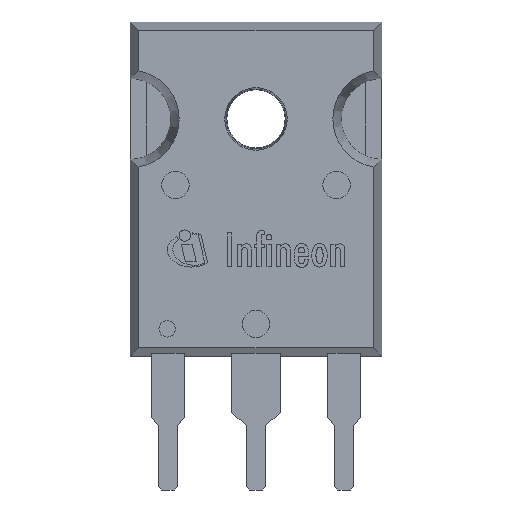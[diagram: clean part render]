
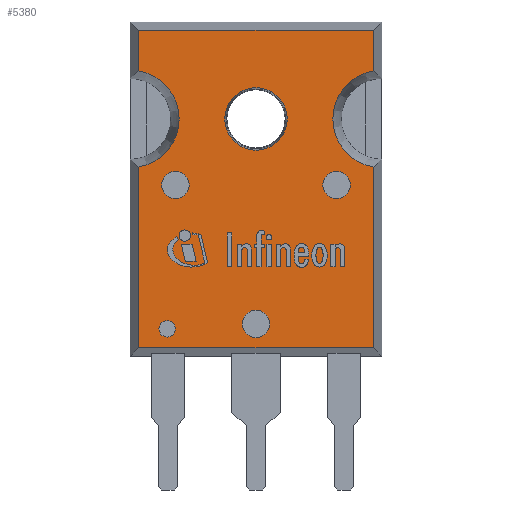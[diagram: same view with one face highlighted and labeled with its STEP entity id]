
A CAD part, front view. The second image highlights one B-rep face of the part: STEP entity #5380.
In plain terms, the highlighted face is planar.
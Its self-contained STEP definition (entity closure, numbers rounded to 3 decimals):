
#121=FACE_BOUND('',#955,.T.);
#122=FACE_BOUND('',#956,.T.);
#123=FACE_BOUND('',#957,.T.);
#124=FACE_BOUND('',#958,.T.);
#148=CIRCLE('',#5725,0.85);
#150=CIRCLE('',#5729,0.85);
#152=CIRCLE('',#5733,0.85);
#153=CIRCLE('',#5737,3.029);
#154=CIRCLE('',#5738,3.029);
#155=CIRCLE('',#5739,1.935);
#625=FACE_OUTER_BOUND('',#954,.T.);
#954=EDGE_LOOP('',(#3745,#3746,#3747,#3748,#3749,#3750,#3751,#3752));
#955=EDGE_LOOP('',(#3753));
#956=EDGE_LOOP('',(#3754));
#957=EDGE_LOOP('',(#3755));
#958=EDGE_LOOP('',(#3756));
#1318=LINE('',#8261,#1812);
#1320=LINE('',#8286,#1814);
#1321=LINE('',#8289,#1815);
#1322=LINE('',#8293,#1816);
#1323=LINE('',#8295,#1817);
#1324=LINE('',#8297,#1818);
#1812=VECTOR('',#6478,2.504);
#1814=VECTOR('',#6506,14.527);
#1815=VECTOR('',#6509,2.504);
#1816=VECTOR('',#6512,11.186);
#1817=VECTOR('',#6513,14.527);
#1818=VECTOR('',#6514,11.186);
#2293=VERTEX_POINT('',#8258);
#2294=VERTEX_POINT('',#8260);
#2296=VERTEX_POINT('',#8268);
#2298=VERTEX_POINT('',#8274);
#2300=VERTEX_POINT('',#8280);
#2301=VERTEX_POINT('',#8284);
#2302=VERTEX_POINT('',#8288);
#2303=VERTEX_POINT('',#8290);
#2304=VERTEX_POINT('',#8292);
#2305=VERTEX_POINT('',#8294);
#2306=VERTEX_POINT('',#8296);
#2307=VERTEX_POINT('',#8299);
#2857=EDGE_CURVE('',#2293,#2294,#1318,.T.);
#2860=EDGE_CURVE('',#2296,#2296,#148,.T.);
#2862=EDGE_CURVE('',#2298,#2298,#150,.T.);
#2864=EDGE_CURVE('',#2300,#2300,#152,.T.);
#2866=EDGE_CURVE('',#2301,#2293,#1320,.T.);
#2867=EDGE_CURVE('',#2302,#2301,#1321,.T.);
#2868=EDGE_CURVE('',#2303,#2302,#153,.T.);
#2869=EDGE_CURVE('',#2304,#2303,#1322,.T.);
#2870=EDGE_CURVE('',#2305,#2304,#1323,.T.);
#2871=EDGE_CURVE('',#2306,#2305,#1324,.T.);
#2872=EDGE_CURVE('',#2294,#2306,#154,.T.);
#2873=EDGE_CURVE('',#2307,#2307,#155,.T.);
#3745=ORIENTED_EDGE('',*,*,#2866,.F.);
#3746=ORIENTED_EDGE('',*,*,#2867,.F.);
#3747=ORIENTED_EDGE('',*,*,#2868,.F.);
#3748=ORIENTED_EDGE('',*,*,#2869,.F.);
#3749=ORIENTED_EDGE('',*,*,#2870,.F.);
#3750=ORIENTED_EDGE('',*,*,#2871,.F.);
#3751=ORIENTED_EDGE('',*,*,#2872,.F.);
#3752=ORIENTED_EDGE('',*,*,#2857,.F.);
#3753=ORIENTED_EDGE('',*,*,#2860,.T.);
#3754=ORIENTED_EDGE('',*,*,#2862,.T.);
#3755=ORIENTED_EDGE('',*,*,#2864,.T.);
#3756=ORIENTED_EDGE('',*,*,#2873,.T.);
#5207=PLANE('',#5736);
#5380=ADVANCED_FACE('',(#625,#121,#122,#123,#124),#5207,.T.);
#5725=AXIS2_PLACEMENT_3D('',#8269,#6483,#6484);
#5729=AXIS2_PLACEMENT_3D('',#8275,#6491,#6492);
#5733=AXIS2_PLACEMENT_3D('',#8281,#6499,#6500);
#5736=AXIS2_PLACEMENT_3D('',#8287,#6507,#6508);
#5737=AXIS2_PLACEMENT_3D('',#8291,#6510,#6511);
#5738=AXIS2_PLACEMENT_3D('',#8298,#6515,#6516);
#5739=AXIS2_PLACEMENT_3D('',#8300,#6517,#6518);
#6478=DIRECTION('',(0.,-1.,0.));
#6483=DIRECTION('center_axis',(0.,0.,-1.));
#6484=DIRECTION('ref_axis',(-1.,0.,0.));
#6491=DIRECTION('center_axis',(0.,0.,-1.));
#6492=DIRECTION('ref_axis',(-1.,0.,0.));
#6499=DIRECTION('center_axis',(0.,0.,-1.));
#6500=DIRECTION('ref_axis',(-1.,0.,0.));
#6506=DIRECTION('',(1.,0.,0.));
#6507=DIRECTION('center_axis',(0.,0.,1.));
#6508=DIRECTION('ref_axis',(1.,0.,0.));
#6509=DIRECTION('',(0.,1.,0.));
#6510=DIRECTION('center_axis',(0.,0.,1.));
#6511=DIRECTION('ref_axis',(0.,-1.,0.));
#6512=DIRECTION('',(0.,1.,0.));
#6513=DIRECTION('',(-1.,0.,0.));
#6514=DIRECTION('',(0.,-1.,0.));
#6515=DIRECTION('center_axis',(0.,0.,1.));
#6516=DIRECTION('ref_axis',(0.,1.,0.));
#6517=DIRECTION('center_axis',(0.,0.,-1.));
#6518=DIRECTION('ref_axis',(-1.,0.,0.));
#8258=CARTESIAN_POINT('',(7.264,10.079,4.98));
#8260=CARTESIAN_POINT('',(7.264,7.575,4.98));
#8261=CARTESIAN_POINT('',(7.264,3.603,4.98));
#8268=CARTESIAN_POINT('',(5.84,0.497,4.98));
#8269=CARTESIAN_POINT('Origin',(4.99,0.497,4.98));
#8274=CARTESIAN_POINT('',(0.85,-8.103,4.98));
#8275=CARTESIAN_POINT('Origin',(0.,-8.103,4.98));
#8280=CARTESIAN_POINT('',(-4.14,0.497,4.98));
#8281=CARTESIAN_POINT('Origin',(-4.99,0.497,4.98));
#8284=CARTESIAN_POINT('',(-7.264,10.079,4.98));
#8286=CARTESIAN_POINT('',(1.947,10.079,4.98));
#8287=CARTESIAN_POINT('Origin',(0.,0.112,
4.98));
#8288=CARTESIAN_POINT('',(-7.264,7.575,4.98));
#8289=CARTESIAN_POINT('',(-7.264,5.107,4.98));
#8290=CARTESIAN_POINT('',(-7.264,1.61,4.98));
#8291=CARTESIAN_POINT('Origin',(-7.79,4.593,4.98));
#8292=CARTESIAN_POINT('',(-7.264,-9.576,4.98));
#8293=CARTESIAN_POINT('',(-7.264,1.101,4.98));
#8294=CARTESIAN_POINT('',(7.264,-9.576,4.98));
#8295=CARTESIAN_POINT('',(-3.895,-9.576,4.98));
#8296=CARTESIAN_POINT('',(7.264,1.61,4.98));
#8297=CARTESIAN_POINT('',(7.264,-4.995,4.98));
#8298=CARTESIAN_POINT('Origin',(7.79,4.592,4.98));
#8299=CARTESIAN_POINT('',(1.935,4.593,4.98));
#8300=CARTESIAN_POINT('Origin',(0.,4.593,4.98));
